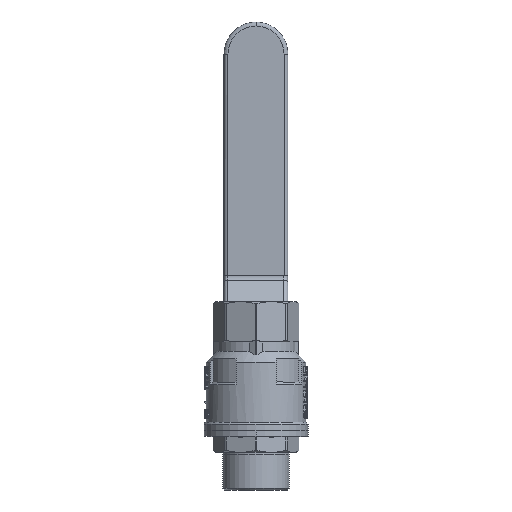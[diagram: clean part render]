
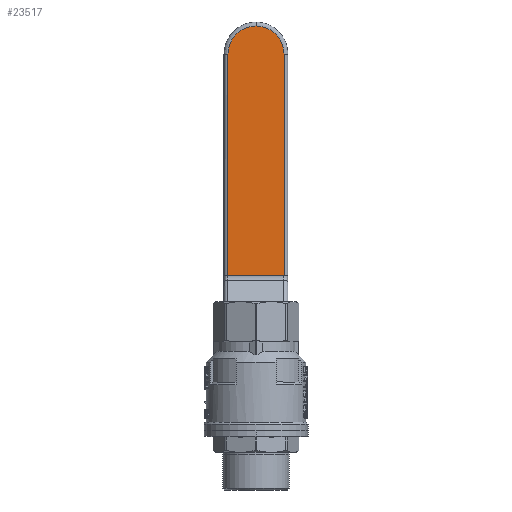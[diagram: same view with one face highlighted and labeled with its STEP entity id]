
A CAD part, front view. The second image highlights one B-rep face of the part: STEP entity #23517.
In plain terms, the highlighted planar face has unit normal (0, -1, 0).
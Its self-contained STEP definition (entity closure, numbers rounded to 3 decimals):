
#1890=CIRCLE('',#33400,7.);
#1891=CIRCLE('',#33401,7.);
#2778=ORIENTED_EDGE('',*,*,#10146,.F.);
#2779=ORIENTED_EDGE('',*,*,#10147,.F.);
#2780=ORIENTED_EDGE('',*,*,#10148,.T.);
#2781=ORIENTED_EDGE('',*,*,#10149,.T.);
#2782=ORIENTED_EDGE('',*,*,#10150,.T.);
#10146=EDGE_CURVE('',#13845,#13846,#1890,.T.);
#10147=EDGE_CURVE('',#13847,#13845,#1891,.T.);
#10148=EDGE_CURVE('',#13847,#13848,#16318,.T.);
#10149=EDGE_CURVE('',#13848,#13849,#16319,.T.);
#10150=EDGE_CURVE('',#13849,#13846,#16320,.T.);
#13845=VERTEX_POINT('',#46106);
#13846=VERTEX_POINT('',#46107);
#13847=VERTEX_POINT('',#46109);
#13848=VERTEX_POINT('',#46111);
#13849=VERTEX_POINT('',#46113);
#16318=LINE('',#46110,#17887);
#16319=LINE('',#46112,#17888);
#16320=LINE('',#46114,#17889);
#17887=VECTOR('',#37016,1000.);
#17888=VECTOR('',#37017,1000.);
#17889=VECTOR('',#37018,1000.);
#19408=EDGE_LOOP('',(#2778,#2779,#2780,#2781,#2782));
#20897=FACE_BOUND('',#19408,.T.);
#22351=PLANE('',#33399);
#23517=ADVANCED_FACE('',(#20897),#22351,.T.);
#33399=AXIS2_PLACEMENT_3D('',#46104,#37010,#37011);
#33400=AXIS2_PLACEMENT_3D('',#46105,#37012,#37013);
#33401=AXIS2_PLACEMENT_3D('',#46108,#37014,#37015);
#37010=DIRECTION('',(0.,-1.,0.));
#37011=DIRECTION('',(-1.,0.,0.));
#37012=DIRECTION('',(0.,1.,0.));
#37013=DIRECTION('',(1.,0.,0.));
#37014=DIRECTION('',(0.,1.,0.));
#37015=DIRECTION('',(0.,0.,1.));
#37016=DIRECTION('',(-1.,0.,0.));
#37017=DIRECTION('',(0.,0.,-1.));
#37018=DIRECTION('',(1.,0.,0.));
#46104=CARTESIAN_POINT('',(87.5,39.5,-14.));
#46105=CARTESIAN_POINT('',(79.5,39.5,-14.));
#46106=CARTESIAN_POINT('',(86.5,39.5,-14.));
#46107=CARTESIAN_POINT('',(79.5,39.5,-21.));
#46108=CARTESIAN_POINT('',(79.5,39.5,-14.));
#46109=CARTESIAN_POINT('',(79.5,39.5,-7.));
#46110=CARTESIAN_POINT('',(51.854,39.5,-7.));
#46111=CARTESIAN_POINT('',(24.207,39.5,-7.));
#46112=CARTESIAN_POINT('',(24.207,39.5,-14.));
#46113=CARTESIAN_POINT('',(24.207,39.5,-21.));
#46114=CARTESIAN_POINT('',(51.853,39.5,-21.));
